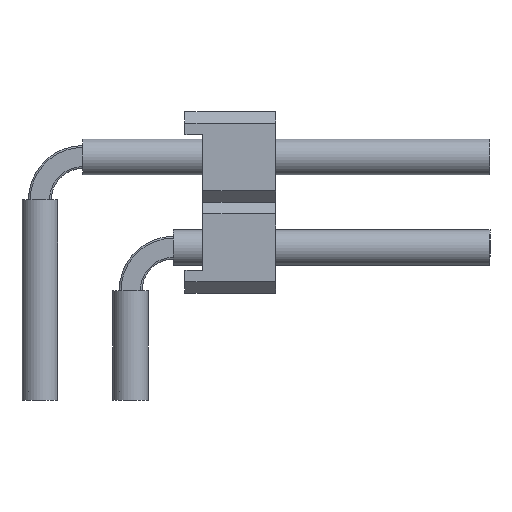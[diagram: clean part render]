
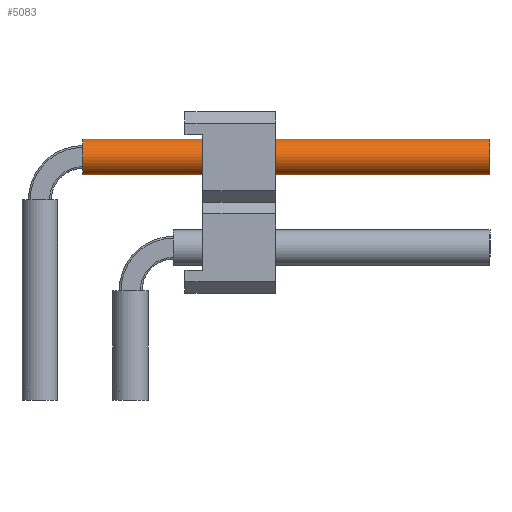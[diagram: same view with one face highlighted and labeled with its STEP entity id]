
A CAD part, left-side view. The second image highlights one B-rep face of the part: STEP entity #5083.
In plain terms, the highlighted cylindrical face has radius 0.5 mm (diameter 1 mm), a full revolution.
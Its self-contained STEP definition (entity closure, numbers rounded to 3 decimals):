
#2788=ORIENTED_EDGE('',*,*,#3512,.F.);
#2789=ORIENTED_EDGE('',*,*,#3513,.T.);
#3512=EDGE_CURVE('',#3992,#3992,#4160,.T.);
#3513=EDGE_CURVE('',#3993,#3993,#4161,.T.);
#3992=VERTEX_POINT('',#8549);
#3993=VERTEX_POINT('',#8551);
#4160=CIRCLE('',#5606,0.5);
#4161=CIRCLE('',#5607,0.5);
#4450=EDGE_LOOP('',(#2788));
#4451=EDGE_LOOP('',(#2789));
#4740=FACE_BOUND('',#4450,.T.);
#4741=FACE_BOUND('',#4451,.T.);
#4829=CYLINDRICAL_SURFACE('',#5605,0.5);
#5083=ADVANCED_FACE('',(#4740,#4741),#4829,.F.);
#5605=AXIS2_PLACEMENT_3D('',#8547,#7056,#7057);
#5606=AXIS2_PLACEMENT_3D('',#8548,#7058,#7059);
#5607=AXIS2_PLACEMENT_3D('',#8550,#7060,#7061);
#7056=DIRECTION('',(1.,0.,0.));
#7057=DIRECTION('',(0.,0.,-1.));
#7058=DIRECTION('',(-1.,0.,0.));
#7059=DIRECTION('',(0.,0.,1.));
#7060=DIRECTION('',(-1.,0.,0.));
#7061=DIRECTION('',(0.,0.,1.));
#8547=CARTESIAN_POINT('',(1.2,0.,6.81));
#8548=CARTESIAN_POINT('',(12.6,0.,6.81));
#8549=CARTESIAN_POINT('',(12.6,0.,7.31));
#8550=CARTESIAN_POINT('',(1.2,0.,6.81));
#8551=CARTESIAN_POINT('',(1.2,0.,7.31));
